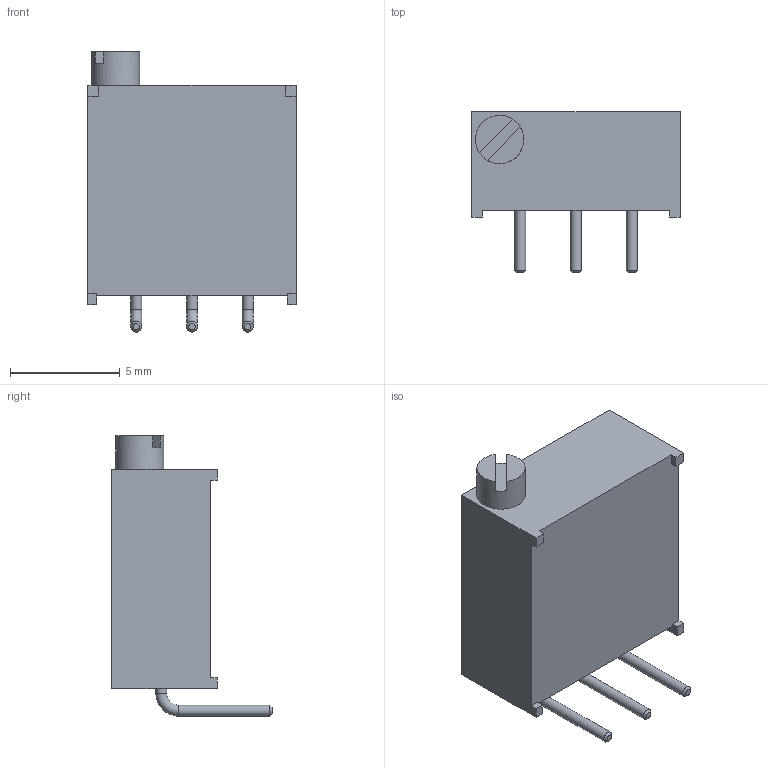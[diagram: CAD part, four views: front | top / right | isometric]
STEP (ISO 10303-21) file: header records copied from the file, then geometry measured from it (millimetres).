
FILE_DESCRIPTION(/* description */ ('Alibre Inc.'),/* implementation_level */ '2;1');
FILE_NAME(/* name */ 'export0',/* time_stamp */ '2013-10-09T19:32:49+03:00',/* author */ (''),/* organization */ (''),/* preprocessor_version */ 'ST-DEVELOPER v14',/* originating_system */ 'Alibre',/* authorisation */ '');
FILE_SCHEMA (('AUTOMOTIVE_DESIGN'));
Length unit declared in the file: centimetre
Bounding box: 9.5 x 7.3 x 12.77 mm (x, y, z)
Volume: 420.9 mm3; surface area: 405.1 mm2
Topology: 1 solids, 1 shells, 41 faces, 96 edges, 61 vertices
Faces by surface type: plane 28, cylinder 7, cone 3, torus 3
Full cylindrical faces by diameter (mm): 0.5 x6, 2.2 x1
Entity records: 1121 total; most frequent: CARTESIAN_POINT 181, ORIENTED_EDGE 164, DIRECTION 150, EDGE_CURVE 82, VECTOR 62, LINE 62, VERTEX_POINT 60, AXIS2_PLACEMENT_3D 59
